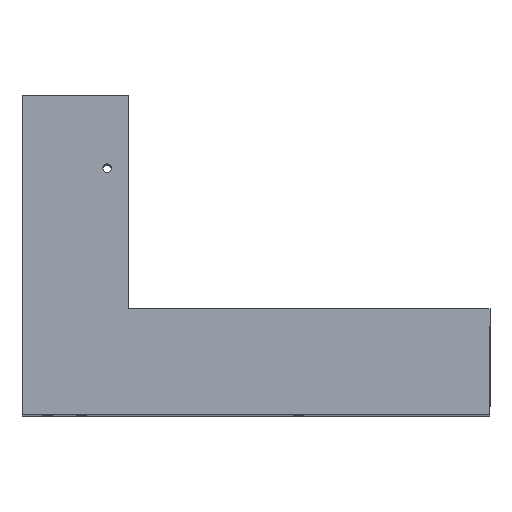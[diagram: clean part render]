
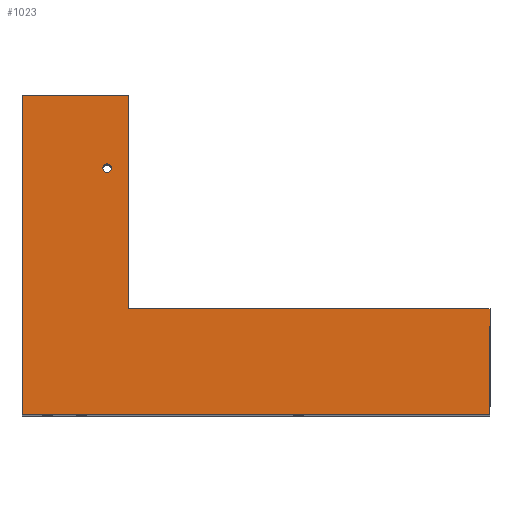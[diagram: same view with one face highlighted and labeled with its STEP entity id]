
A CAD part, top view. The second image highlights one B-rep face of the part: STEP entity #1023.
In plain terms, the highlighted planar face has unit normal (0, 0, 1).
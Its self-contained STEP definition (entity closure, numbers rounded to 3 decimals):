
#22 = AXIS2_PLACEMENT_3D ( 'NONE', #713, #1734, #408 ) ;
#58 = DIRECTION ( 'NONE',  ( 0., -1., 0. ) ) ;
#66 = LINE ( 'NONE', #1707, #1848 ) ;
#71 = LINE ( 'NONE', #1067, #296 ) ;
#73 = LINE ( 'NONE', #876, #2106 ) ;
#90 = FACE_BOUND ( 'NONE', #139, .T. ) ;
#119 = VECTOR ( 'NONE', #546, 1000. ) ;
#139 = EDGE_LOOP ( 'NONE', ( #1129, #769 ) ) ;
#150 = AXIS2_PLACEMENT_3D ( 'NONE', #404, #1257, #1941 ) ;
#188 = VERTEX_POINT ( 'NONE', #491 ) ;
#206 = ORIENTED_EDGE ( 'NONE', *, *, #1653, .F. ) ;
#238 = DIRECTION ( 'NONE',  ( 0., -1., 0. ) ) ;
#239 = CARTESIAN_POINT ( 'NONE',  ( -110., 0., 80. ) ) ;
#266 = ORIENTED_EDGE ( 'NONE', *, *, #574, .T. ) ;
#296 = VECTOR ( 'NONE', #1227, 1000. ) ;
#318 = CARTESIAN_POINT ( 'NONE',  ( -89., 58., 80. ) ) ;
#331 = LINE ( 'NONE', #1949, #1042 ) ;
#354 = EDGE_CURVE ( 'NONE', #399, #1857, #73, .T. ) ;
#392 = CIRCLE ( 'NONE', #22, 1. ) ;
#399 = VERTEX_POINT ( 'NONE', #926 ) ;
#404 = CARTESIAN_POINT ( 'NONE',  ( -110., 75., 80. ) ) ;
#408 = DIRECTION ( 'NONE',  ( 1., 0., 0. ) ) ;
#432 = EDGE_CURVE ( 'NONE', #914, #1587, #527, .T. ) ;
#454 = EDGE_CURVE ( 'NONE', #188, #399, #765, .T. ) ;
#491 = CARTESIAN_POINT ( 'NONE',  ( -85., 75., 80. ) ) ;
#516 = ORIENTED_EDGE ( 'NONE', *, *, #454, .F. ) ;
#527 = CIRCLE ( 'NONE', #1076, 1. ) ;
#546 = DIRECTION ( 'NONE',  ( 1., 0., 0. ) ) ;
#555 = DIRECTION ( 'NONE',  ( 0., 0., 1. ) ) ;
#574 = EDGE_CURVE ( 'NONE', #1947, #737, #1709, .T. ) ;
#582 = CARTESIAN_POINT ( 'NONE',  ( -90., 58., 80. ) ) ;
#601 = CARTESIAN_POINT ( 'NONE',  ( -110., 75., 80. ) ) ;
#666 = VECTOR ( 'NONE', #238, 1000. ) ;
#702 = ORIENTED_EDGE ( 'NONE', *, *, #354, .F. ) ;
#711 = CARTESIAN_POINT ( 'NONE',  ( 0., 0., 80. ) ) ;
#713 = CARTESIAN_POINT ( 'NONE',  ( -90., 58., 80. ) ) ;
#714 = EDGE_CURVE ( 'NONE', #1490, #1947, #66, .T. ) ;
#725 = ORIENTED_EDGE ( 'NONE', *, *, #714, .T. ) ;
#737 = VERTEX_POINT ( 'NONE', #711 ) ;
#765 = LINE ( 'NONE', #1247, #666 ) ;
#769 = ORIENTED_EDGE ( 'NONE', *, *, #432, .F. ) ;
#876 = CARTESIAN_POINT ( 'NONE',  ( 0., 25., 80. ) ) ;
#914 = VERTEX_POINT ( 'NONE', #2045 ) ;
#926 = CARTESIAN_POINT ( 'NONE',  ( -85., 25., 80. ) ) ;
#1023 = ADVANCED_FACE ( 'NONE', ( #90, #1279 ), #1445, .F. ) ;
#1042 = VECTOR ( 'NONE', #1804, 1000. ) ;
#1067 = CARTESIAN_POINT ( 'NONE',  ( 0., 75., 80. ) ) ;
#1076 = AXIS2_PLACEMENT_3D ( 'NONE', #582, #555, #1219 ) ;
#1129 = ORIENTED_EDGE ( 'NONE', *, *, #1878, .F. ) ;
#1210 = CARTESIAN_POINT ( 'NONE',  ( -110., 0., 80. ) ) ;
#1219 = DIRECTION ( 'NONE',  ( 1., 0., 0. ) ) ;
#1227 = DIRECTION ( 'NONE',  ( 0., -1., 0. ) ) ;
#1247 = CARTESIAN_POINT ( 'NONE',  ( -85., 75., 80. ) ) ;
#1257 = DIRECTION ( 'NONE',  ( 0., 0., -1. ) ) ;
#1279 = FACE_OUTER_BOUND ( 'NONE', #1845, .T. ) ;
#1392 = DIRECTION ( 'NONE',  ( 1., 0., 0. ) ) ;
#1445 = PLANE ( 'NONE',  #150 ) ;
#1490 = VERTEX_POINT ( 'NONE', #601 ) ;
#1587 = VERTEX_POINT ( 'NONE', #318 ) ;
#1624 = ORIENTED_EDGE ( 'NONE', *, *, #1921, .F. ) ;
#1653 = EDGE_CURVE ( 'NONE', #1490, #188, #331, .T. ) ;
#1707 = CARTESIAN_POINT ( 'NONE',  ( -110., 75., 80. ) ) ;
#1709 = LINE ( 'NONE', #239, #119 ) ;
#1734 = DIRECTION ( 'NONE',  ( 0., 0., 1. ) ) ;
#1750 = CARTESIAN_POINT ( 'NONE',  ( 0., 25., 80. ) ) ;
#1804 = DIRECTION ( 'NONE',  ( 1., 0., 0. ) ) ;
#1845 = EDGE_LOOP ( 'NONE', ( #266, #1624, #702, #516, #206, #725 ) ) ;
#1848 = VECTOR ( 'NONE', #58, 1000. ) ;
#1857 = VERTEX_POINT ( 'NONE', #1750 ) ;
#1878 = EDGE_CURVE ( 'NONE', #1587, #914, #392, .T. ) ;
#1921 = EDGE_CURVE ( 'NONE', #1857, #737, #71, .T. ) ;
#1941 = DIRECTION ( 'NONE',  ( -1., 0., 0. ) ) ;
#1947 = VERTEX_POINT ( 'NONE', #1210 ) ;
#1949 = CARTESIAN_POINT ( 'NONE',  ( -110., 75., 80. ) ) ;
#2045 = CARTESIAN_POINT ( 'NONE',  ( -91., 58., 80. ) ) ;
#2106 = VECTOR ( 'NONE', #1392, 1000. ) ;
